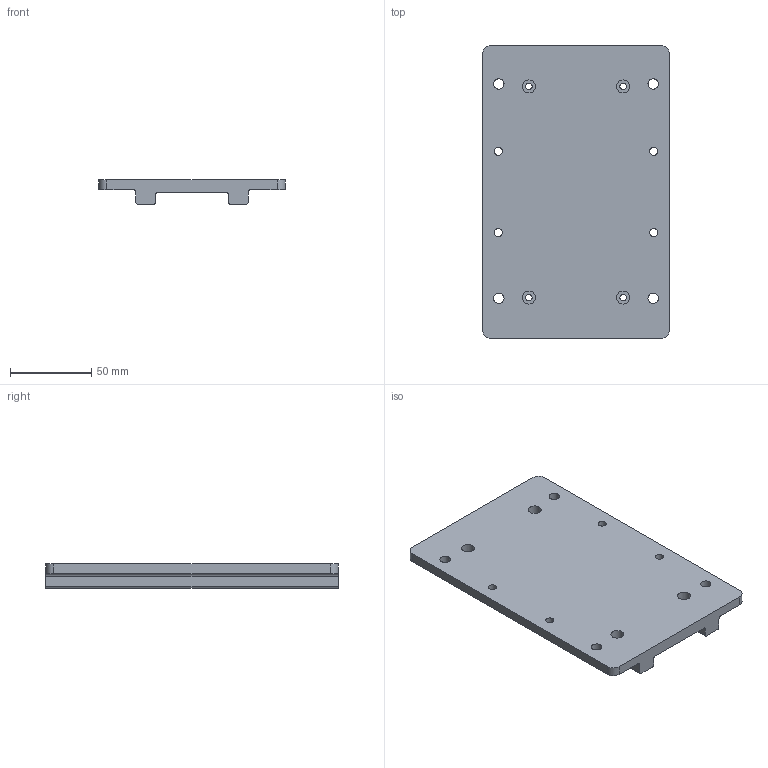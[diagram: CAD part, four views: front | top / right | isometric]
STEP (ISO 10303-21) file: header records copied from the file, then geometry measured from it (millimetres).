
FILE_DESCRIPTION(/* description */ (''),/* implementation_level */ '2;1');
FILE_NAME(/* name */ 'REASAN_Back_Mount.step',/* time_stamp */ '2025-12-15T20:16:59+01:00',/* author */ (''),/* organization */ (''),/* preprocessor_version */ 'ST-DEVELOPER v20.1',/* originating_system */ 'Autodesk Translation Framework v14.21.0.0',/* authorisation */ '');
FILE_SCHEMA (('AUTOMOTIVE_DESIGN { 1 0 10303 214 3 1 1 }'));
Length unit declared in the file: millimetre
Products named in the file (2): 2025-11-04-14-22-00-362; 2025-11-04-14-22-38-360
Assembly tree (1 placements, depth 2):
  2025-11-04-14-22-00-362
    2025-11-04-14-22-38-360
Bounding box: 115 x 180 x 15 mm (x, y, z)
Volume: 175802.3 mm3; surface area: 52073.9 mm2
Topology: 1 solids, 1 shells, 46 faces, 120 edges, 80 vertices
Faces by surface type: cylinder 28, plane 18
Full cylindrical faces by diameter (mm): 4 x4, 5 x4, 6.4 x4, 8 x4
Entity records: 1548 total; most frequent: DIRECTION 274, CARTESIAN_POINT 249, ORIENTED_EDGE 240, EDGE_CURVE 120, AXIS2_PLACEMENT_3D 105, VERTEX_POINT 80, EDGE_LOOP 74, LINE 64
